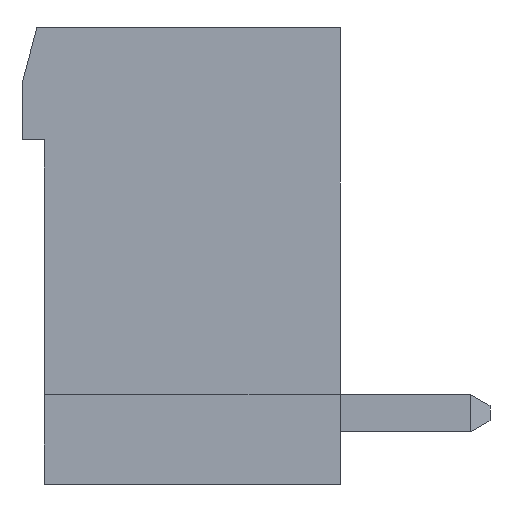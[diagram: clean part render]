
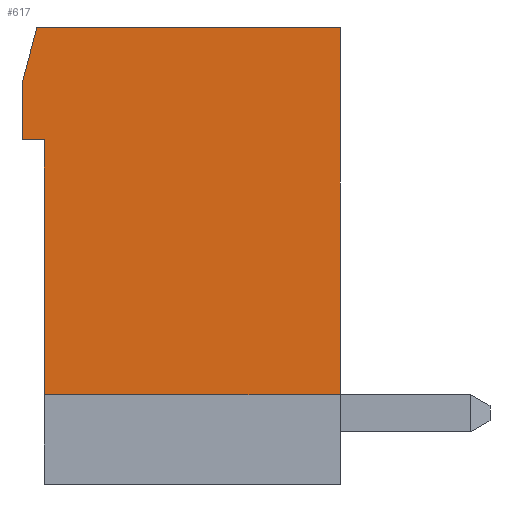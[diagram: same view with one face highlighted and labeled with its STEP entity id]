
A CAD part, front view. The second image highlights one B-rep face of the part: STEP entity #617.
In plain terms, the highlighted planar face has unit normal (0, -1, 0).
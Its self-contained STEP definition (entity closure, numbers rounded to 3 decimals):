
#617 = ADVANCED_FACE( '', ( #1568 ), #1569, .F. );
#1568 = FACE_OUTER_BOUND( '', #2880, .T. );
#1569 = PLANE( '', #2881 );
#2880 = EDGE_LOOP( '', ( #4683, #4684, #4685, #4686, #4687, #4688, #4689 ) );
#2881 = AXIS2_PLACEMENT_3D( '', #4690, #4691, #4692 );
#4683 = ORIENTED_EDGE( '', *, *, #8099, .T. );
#4684 = ORIENTED_EDGE( '', *, *, #8174, .T. );
#4685 = ORIENTED_EDGE( '', *, *, #8175, .T. );
#4686 = ORIENTED_EDGE( '', *, *, #8176, .T. );
#4687 = ORIENTED_EDGE( '', *, *, #8177, .T. );
#4688 = ORIENTED_EDGE( '', *, *, #8178, .T. );
#4689 = ORIENTED_EDGE( '', *, *, #7987, .T. );
#4690 = CARTESIAN_POINT( '', ( 41.4, -44.72, -3. ) );
#4691 = DIRECTION( '', ( 0., 1., 0. ) );
#4692 = DIRECTION( '', ( 0., 0., -1. ) );
#7987 = EDGE_CURVE( '', #9671, #9669, #9672, .T. );
#8099 = EDGE_CURVE( '', #9669, #9864, #9866, .T. );
#8174 = EDGE_CURVE( '', #9864, #9984, #9985, .T. );
#8175 = EDGE_CURVE( '', #9984, #9986, #9987, .T. );
#8176 = EDGE_CURVE( '', #9986, #9988, #9989, .T. );
#8177 = EDGE_CURVE( '', #9988, #9990, #9991, .T. );
#8178 = EDGE_CURVE( '', #9990, #9671, #9992, .T. );
#9669 = VERTEX_POINT( '', #12033 );
#9671 = VERTEX_POINT( '', #12036 );
#9672 = LINE( '', #12037, #12038 );
#9864 = VERTEX_POINT( '', #12317 );
#9866 = LINE( '', #12320, #12321 );
#9984 = VERTEX_POINT( '', #12494 );
#9985 = LINE( '', #12495, #12496 );
#9986 = VERTEX_POINT( '', #12497 );
#9987 = LINE( '', #12498, #12499 );
#9988 = VERTEX_POINT( '', #12500 );
#9989 = LINE( '', #12501, #12502 );
#9990 = VERTEX_POINT( '', #12503 );
#9991 = LINE( '', #12504, #12505 );
#9992 = LINE( '', #12506, #12507 );
#12033 = CARTESIAN_POINT( '', ( 42.1, -44.72, -3. ) );
#12036 = CARTESIAN_POINT( '', ( 41.5, -44.72, -3. ) );
#12037 = CARTESIAN_POINT( '', ( 41.9, -44.72, -3. ) );
#12038 = VECTOR( '', #14720, 1000. );
#12317 = CARTESIAN_POINT( '', ( 42.1, -44.72, -9.8 ) );
#12320 = CARTESIAN_POINT( '', ( 42.1, -44.72, -9.8 ) );
#12321 = VECTOR( '', #14827, 1000. );
#12494 = CARTESIAN_POINT( '', ( 50., -44.72, -9.8 ) );
#12495 = CARTESIAN_POINT( '', ( 50., -44.72, -9.8 ) );
#12496 = VECTOR( '', #14892, 1000. );
#12497 = CARTESIAN_POINT( '', ( 50., -44.72, 0. ) );
#12498 = CARTESIAN_POINT( '', ( 50., -44.72, 0. ) );
#12499 = VECTOR( '', #14893, 1000. );
#12500 = CARTESIAN_POINT( '', ( 41.9, -44.72, 0. ) );
#12501 = CARTESIAN_POINT( '', ( 41.8, -44.72, 0. ) );
#12502 = VECTOR( '', #14894, 1000. );
#12503 = CARTESIAN_POINT( '', ( 41.5, -44.72, -1.493 ) );
#12504 = CARTESIAN_POINT( '', ( 41.5, -44.72, -1.493 ) );
#12505 = VECTOR( '', #14895, 1000. );
#12506 = CARTESIAN_POINT( '', ( 41.5, -44.72, -3. ) );
#12507 = VECTOR( '', #14896, 1000. );
#14720 = DIRECTION( '', ( 1., 0., 0. ) );
#14827 = DIRECTION( '', ( 0., 0., -1. ) );
#14892 = DIRECTION( '', ( 1., 0., 0. ) );
#14893 = DIRECTION( '', ( 0., 0., 1. ) );
#14894 = DIRECTION( '', ( -1., 0., 0. ) );
#14895 = DIRECTION( '', ( -0.259, 0., -0.966 ) );
#14896 = DIRECTION( '', ( 0., 0., -1. ) );
